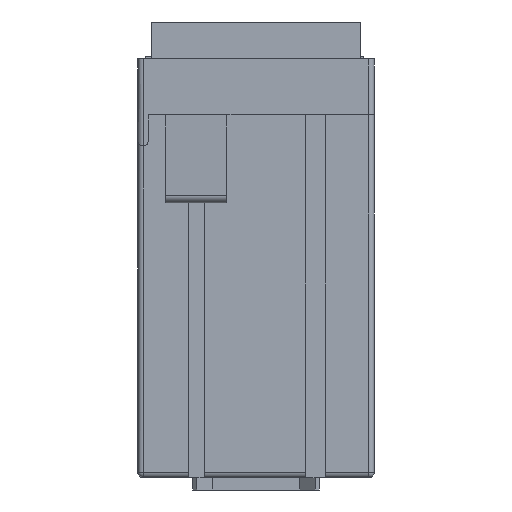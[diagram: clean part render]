
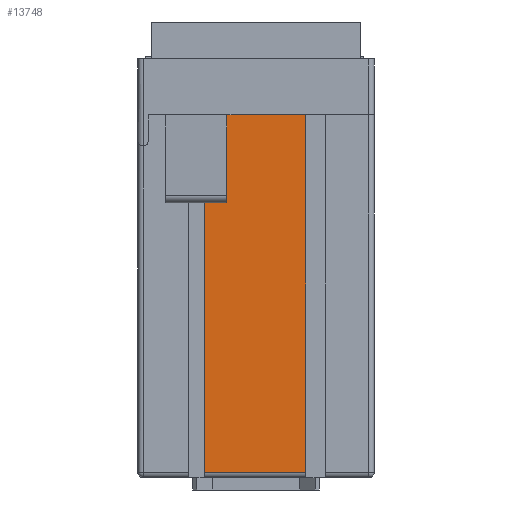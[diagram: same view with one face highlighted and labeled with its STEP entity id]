
A CAD part, left-side view. The second image highlights one B-rep face of the part: STEP entity #13748.
In plain terms, the highlighted planar face has unit normal (-1, 0, 0).
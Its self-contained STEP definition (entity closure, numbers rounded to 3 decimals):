
#13748=ADVANCED_FACE('',(#16406),#15257,.F.);
#15257=PLANE('',#42656);
#16406=FACE_OUTER_BOUND('',#17980,.T.);
#17980=EDGE_LOOP('',(#21107,#21108,#21109,#21110,#21111,#21112,#21113,#21114));
#21107=ORIENTED_EDGE('',*,*,#32493,.F.);
#21108=ORIENTED_EDGE('',*,*,#32495,.F.);
#21109=ORIENTED_EDGE('',*,*,#32451,.F.);
#21110=ORIENTED_EDGE('',*,*,#32448,.F.);
#21111=ORIENTED_EDGE('',*,*,#32447,.F.);
#21112=ORIENTED_EDGE('',*,*,#32420,.F.);
#21113=ORIENTED_EDGE('',*,*,#32496,.F.);
#21114=ORIENTED_EDGE('',*,*,#32497,.F.);
#29303=VERTEX_POINT('',#55424);
#29306=VERTEX_POINT('',#55441);
#29317=VERTEX_POINT('',#55503);
#29319=VERTEX_POINT('',#55509);
#29321=VERTEX_POINT('',#55515);
#29344=VERTEX_POINT('',#55606);
#29345=VERTEX_POINT('',#55608);
#29346=VERTEX_POINT('',#55613);
#32420=EDGE_CURVE('',#29306,#29303,#36450,.T.);
#32447=EDGE_CURVE('',#29303,#29317,#36467,.T.);
#32448=EDGE_CURVE('',#29317,#29319,#36468,.T.);
#32451=EDGE_CURVE('',#29319,#29321,#36470,.T.);
#32493=EDGE_CURVE('',#29344,#29345,#36502,.T.);
#32495=EDGE_CURVE('',#29321,#29344,#36503,.T.);
#32496=EDGE_CURVE('',#29346,#29306,#36504,.T.);
#32497=EDGE_CURVE('',#29345,#29346,#36505,.T.);
#36450=LINE('',#55442,#39632);
#36467=LINE('',#55506,#39649);
#36468=LINE('',#55508,#39650);
#36470=LINE('',#55514,#39652);
#36502=LINE('',#55607,#39684);
#36503=LINE('',#55611,#39685);
#36504=LINE('',#55612,#39686);
#36505=LINE('',#55614,#39687);
#39632=VECTOR('',#45812,1.);
#39649=VECTOR('',#45867,1.);
#39650=VECTOR('',#45870,1.);
#39652=VECTOR('',#45876,1.);
#39684=VECTOR('',#45954,1.);
#39685=VECTOR('',#45959,1.);
#39686=VECTOR('',#45960,1.);
#39687=VECTOR('',#45961,1.);
#42656=AXIS2_PLACEMENT_3D('',#55615,#45962,#45963);
#45812=DIRECTION('',(0.,-1.,0.));
#45867=DIRECTION('',(0.,0.,-1.));
#45870=DIRECTION('',(0.,1.,0.));
#45876=DIRECTION('',(0.,0.,1.));
#45954=DIRECTION('',(0.,0.,-1.));
#45959=DIRECTION('',(0.,-1.,0.));
#45960=DIRECTION('',(0.,0.,1.));
#45961=DIRECTION('',(0.,-1.,0.));
#45962=DIRECTION('',(1.,0.,0.));
#45963=DIRECTION('',(0.,-1.,0.));
#55424=CARTESIAN_POINT('',(-73.409,-16.598,125.328));
#55441=CARTESIAN_POINT('',(-73.409,-10.898,125.328));
#55442=CARTESIAN_POINT('',(-73.409,-10.898,125.328));
#55503=CARTESIAN_POINT('',(-73.409,-16.598,87.328));
#55506=CARTESIAN_POINT('',(-73.409,-16.598,125.328));
#55508=CARTESIAN_POINT('',(-73.409,-16.598,87.328));
#55509=CARTESIAN_POINT('',(-73.409,-6.798,87.328));
#55514=CARTESIAN_POINT('',(-73.409,-6.798,87.328));
#55515=CARTESIAN_POINT('',(-73.409,-6.798,127.228));
#55606=CARTESIAN_POINT('',(-73.409,-9.198,127.228));
#55607=CARTESIAN_POINT('',(-73.409,-9.198,127.228));
#55608=CARTESIAN_POINT('',(-73.409,-9.198,121.828));
#55611=CARTESIAN_POINT('',(-73.409,-6.798,127.228));
#55612=CARTESIAN_POINT('',(-73.409,-10.898,121.828));
#55613=CARTESIAN_POINT('',(-73.409,-10.898,121.828));
#55614=CARTESIAN_POINT('',(-73.409,-9.198,121.828));
#55615=CARTESIAN_POINT('',(-73.409,-6.138,127.719));
